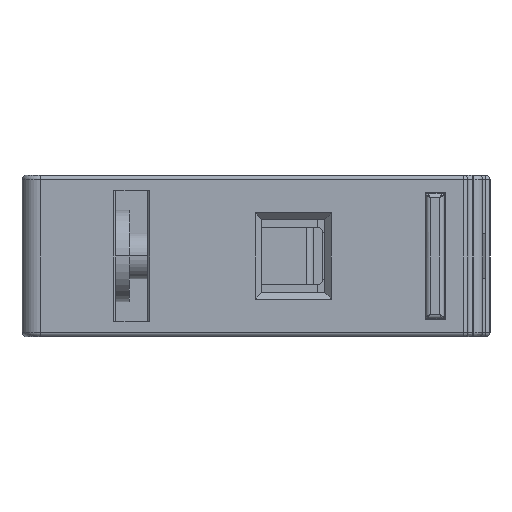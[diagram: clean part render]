
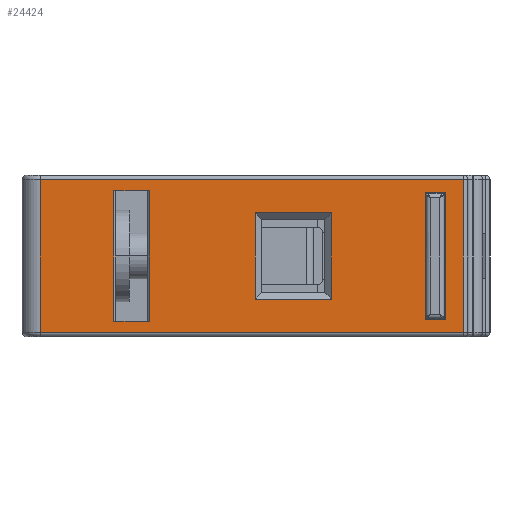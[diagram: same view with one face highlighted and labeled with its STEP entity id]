
A CAD part, left-side view. The second image highlights one B-rep face of the part: STEP entity #24424.
In plain terms, the highlighted planar face has unit normal (-1, 0, 0).
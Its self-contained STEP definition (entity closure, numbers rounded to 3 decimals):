
#8307=DIRECTION('',(0.,1.,0.));
#8308=VECTOR('',#8307,46.1);
#8309=CARTESIAN_POINT('',(-40.,-4.1,8.3));
#8310=LINE('',#8309,#8308);
#8673=DIRECTION('',(0.,0.,1.));
#8674=VECTOR('',#8673,9.4);
#8675=CARTESIAN_POINT('',(-40.,18.6,-4.7));
#8676=LINE('',#8675,#8674);
#8680=DIRECTION('',(0.,-1.,0.));
#8681=VECTOR('',#8680,2.2);
#8682=CARTESIAN_POINT('',(-40.,0.,-6.95));
#8683=LINE('',#8682,#8681);
#8687=DIRECTION('',(0.,0.,1.));
#8688=VECTOR('',#8687,13.9);
#8689=CARTESIAN_POINT('',(-40.,-2.2,-6.95));
#8690=LINE('',#8689,#8688);
#8694=DIRECTION('',(0.,1.,0.));
#8695=VECTOR('',#8694,2.2);
#8696=CARTESIAN_POINT('',(-40.,-2.2,6.95));
#8697=LINE('',#8696,#8695);
#8701=DIRECTION('',(0.,0.,-1.));
#8702=VECTOR('',#8701,13.9);
#8703=CARTESIAN_POINT('',(-40.,0.,6.95));
#8704=LINE('',#8703,#8702);
#8708=DIRECTION('',(0.,0.,-1.));
#8709=VECTOR('',#8708,16.6);
#8710=CARTESIAN_POINT('',(-40.,42.,8.3));
#8711=LINE('',#8710,#8709);
#8715=DIRECTION('',(0.,0.,1.));
#8716=VECTOR('',#8715,16.6);
#8717=CARTESIAN_POINT('',(-40.,-4.1,-8.3));
#8718=LINE('',#8717,#8716);
#8722=DIRECTION('',(0.,0.,1.));
#8723=VECTOR('',#8722,14.2);
#8724=CARTESIAN_POINT('',(-40.,30.1,-7.1));
#8725=LINE('',#8724,#8723);
#8729=DIRECTION('',(0.,0.,1.));
#8730=VECTOR('',#8729,14.2);
#8731=CARTESIAN_POINT('',(-40.,34.,-7.1));
#8732=LINE('',#8731,#8730);
#8778=DIRECTION('',(0.,-1.,0.));
#8779=VECTOR('',#8778,8.3);
#8780=CARTESIAN_POINT('',(-40.,18.6,4.7));
#8781=LINE('',#8780,#8779);
#8792=DIRECTION('',(0.,0.,-1.));
#8793=VECTOR('',#8792,9.4);
#8794=CARTESIAN_POINT('',(-40.,10.3,4.7));
#8795=LINE('',#8794,#8793);
#8813=DIRECTION('',(0.,1.,0.));
#8814=VECTOR('',#8813,8.3);
#8815=CARTESIAN_POINT('',(-40.,10.3,-4.7));
#8816=LINE('',#8815,#8814);
#12248=DIRECTION('',(0.,-1.,0.));
#12249=VECTOR('',#12248,46.1);
#12250=CARTESIAN_POINT('',(-40.,42.,-8.3));
#12251=LINE('',#12250,#12249);
#12284=DIRECTION('',(0.,1.,0.));
#12285=VECTOR('',#12284,3.9);
#12286=CARTESIAN_POINT('',(-40.,30.1,-7.1));
#12287=LINE('',#12286,#12285);
#12368=DIRECTION('',(0.,-1.,0.));
#12369=VECTOR('',#12368,3.9);
#12370=CARTESIAN_POINT('',(-40.,34.,7.1));
#12371=LINE('',#12370,#12369);
#15373=CARTESIAN_POINT('',(-40.,10.3,4.7));
#15374=CARTESIAN_POINT('',(-40.,10.3,-4.7));
#15375=VERTEX_POINT('',#15373);
#15376=VERTEX_POINT('',#15374);
#17064=CARTESIAN_POINT('',(-40.,42.,-8.3));
#17066=VERTEX_POINT('',#17064);
#17133=CARTESIAN_POINT('',(-40.,42.,8.3));
#17134=VERTEX_POINT('',#17133);
#17347=CARTESIAN_POINT('',(-40.,34.,-7.1));
#17348=VERTEX_POINT('',#17347);
#17349=CARTESIAN_POINT('',(-40.,34.,7.1));
#17350=VERTEX_POINT('',#17349);
#17399=CARTESIAN_POINT('',(-40.,18.6,-4.7));
#17400=CARTESIAN_POINT('',(-40.,18.6,4.7));
#17401=VERTEX_POINT('',#17399);
#17402=VERTEX_POINT('',#17400);
#17487=CARTESIAN_POINT('',(-40.,0.,-6.95));
#17488=CARTESIAN_POINT('',(-40.,-2.2,-6.95));
#17489=VERTEX_POINT('',#17487);
#17490=VERTEX_POINT('',#17488);
#17491=CARTESIAN_POINT('',(-40.,-2.2,6.95));
#17492=VERTEX_POINT('',#17491);
#17493=CARTESIAN_POINT('',(-40.,0.,6.95));
#17494=VERTEX_POINT('',#17493);
#17531=CARTESIAN_POINT('',(-40.,-4.1,-8.3));
#17533=VERTEX_POINT('',#17531);
#17541=CARTESIAN_POINT('',(-40.,-4.1,8.3));
#17542=VERTEX_POINT('',#17541);
#17663=CARTESIAN_POINT('',(-40.,30.1,-7.1));
#17664=CARTESIAN_POINT('',(-40.,30.1,7.1));
#17665=VERTEX_POINT('',#17663);
#17666=VERTEX_POINT('',#17664);
#24384=CARTESIAN_POINT('',(-40.,44.,-8.9));
#24385=DIRECTION('',(-1.,0.,0.));
#24386=DIRECTION('',(0.,-1.,0.));
#24387=AXIS2_PLACEMENT_3D('',#24384,#24385,#24386);
#24388=PLANE('',#24387);
#24390=ORIENTED_EDGE('',*,*,#24389,.F.);
#24391=ORIENTED_EDGE('',*,*,#22955,.F.);
#24392=ORIENTED_EDGE('',*,*,#23991,.F.);
#24393=ORIENTED_EDGE('',*,*,#24017,.F.);
#24394=EDGE_LOOP('',(#24390,#24391,#24392,#24393));
#24395=FACE_OUTER_BOUND('',#24394,.F.);
#24397=ORIENTED_EDGE('',*,*,#24396,.T.);
#24399=ORIENTED_EDGE('',*,*,#24398,.T.);
#24400=ORIENTED_EDGE('',*,*,#24347,.T.);
#24401=ORIENTED_EDGE('',*,*,#24330,.T.);
#24402=EDGE_LOOP('',(#24397,#24399,#24400,#24401));
#24403=FACE_BOUND('',#24402,.F.);
#24405=ORIENTED_EDGE('',*,*,#24404,.F.);
#24407=ORIENTED_EDGE('',*,*,#24406,.F.);
#24409=ORIENTED_EDGE('',*,*,#24408,.F.);
#24411=ORIENTED_EDGE('',*,*,#24410,.F.);
#24412=EDGE_LOOP('',(#24405,#24407,#24409,#24411));
#24413=FACE_BOUND('',#24412,.F.);
#24415=ORIENTED_EDGE('',*,*,#24414,.T.);
#24417=ORIENTED_EDGE('',*,*,#24416,.F.);
#24419=ORIENTED_EDGE('',*,*,#24418,.F.);
#24421=ORIENTED_EDGE('',*,*,#24420,.F.);
#24422=EDGE_LOOP('',(#24415,#24417,#24419,#24421));
#24423=FACE_BOUND('',#24422,.F.);
#22955=EDGE_CURVE('',#17134,#17066,#8711,.T.);
#23991=EDGE_CURVE('',#17542,#17134,#8310,.T.);
#24017=EDGE_CURVE('',#17533,#17542,#8718,.T.);
#24330=EDGE_CURVE('',#17494,#17489,#8704,.T.);
#24347=EDGE_CURVE('',#17492,#17494,#8697,.T.);
#24389=EDGE_CURVE('',#17066,#17533,#12251,.T.);
#24396=EDGE_CURVE('',#17489,#17490,#8683,.T.);
#24398=EDGE_CURVE('',#17490,#17492,#8690,.T.);
#24404=EDGE_CURVE('',#17401,#17402,#8676,.T.);
#24406=EDGE_CURVE('',#15376,#17401,#8816,.T.);
#24408=EDGE_CURVE('',#15375,#15376,#8795,.T.);
#24410=EDGE_CURVE('',#17402,#15375,#8781,.T.);
#24414=EDGE_CURVE('',#17665,#17666,#8725,.T.);
#24416=EDGE_CURVE('',#17350,#17666,#12371,.T.);
#24418=EDGE_CURVE('',#17348,#17350,#8732,.T.);
#24420=EDGE_CURVE('',#17665,#17348,#12287,.T.);
#24424=ADVANCED_FACE('',(#24395,#24403,#24413,#24423),#24388,.T.);
